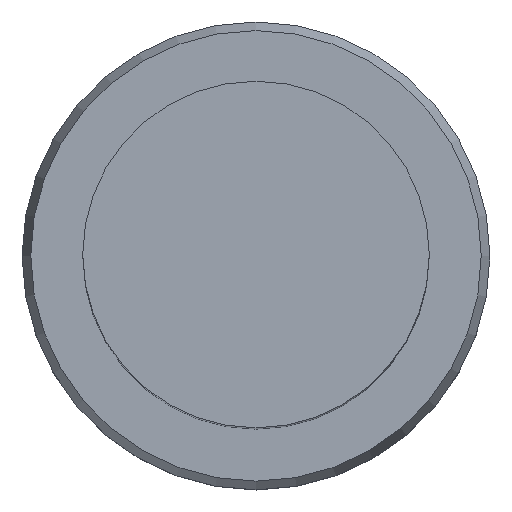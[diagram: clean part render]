
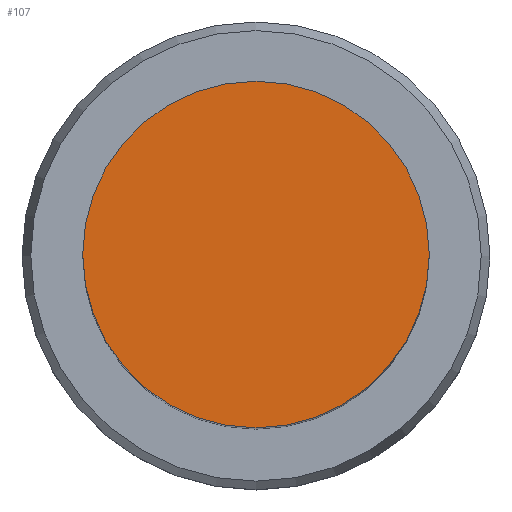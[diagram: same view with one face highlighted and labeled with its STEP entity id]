
A CAD part, top view. The second image highlights one B-rep face of the part: STEP entity #107.
In plain terms, the highlighted planar face has unit normal (0, 0, 1).
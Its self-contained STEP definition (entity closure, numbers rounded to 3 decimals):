
#68=EDGE_CURVE('Unnamed[1]',#162,#162,#163,.T.);
#107=ADVANCED_FACE('Unnamed[1]',(#223),#224,.T.);
#162=VERTEX_POINT('',#284);
#163=CIRCLE('',#285,10.0);
#223=FACE_OUTER_BOUND('',#361,.T.);
#224=PLANE('',#362);
#284=CARTESIAN_POINT('',(0.,10.,82.75));
#285=AXIS2_PLACEMENT_3D('',#416,#417,#418);
#361=EDGE_LOOP('',(#483));
#362=AXIS2_PLACEMENT_3D('',#484,#485,#486);
#416=CARTESIAN_POINT('',(0.,0.,82.75));
#417=DIRECTION('',(0.,0.,-1.0));
#418=DIRECTION('',(0.,1.0,0.));
#483=ORIENTED_EDGE('',*,*,#68,.F.);
#484=CARTESIAN_POINT('',(0.,5.,82.75));
#485=DIRECTION('',(0.,0.,1.0));
#486=DIRECTION('',(0.,-1.0,0.));
